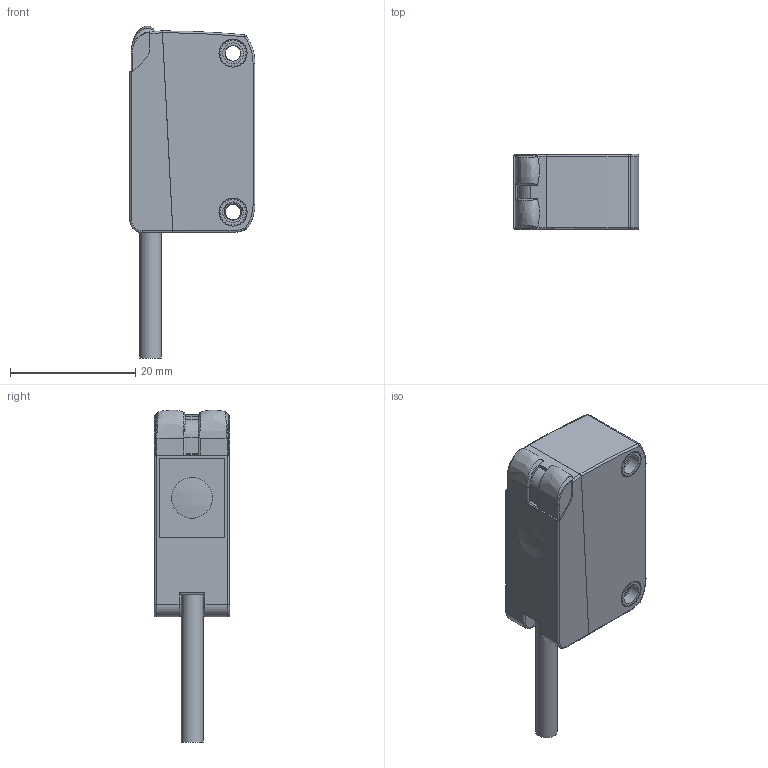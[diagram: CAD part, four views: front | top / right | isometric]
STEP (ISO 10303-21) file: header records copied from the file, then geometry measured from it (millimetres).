
FILE_DESCRIPTION(/* description */ (''),/* implementation_level */ '2;1');
FILE_NAME(/* name */ '3-2.stp',/* time_stamp */ '2025-12-29T17:20:37+08:00',/* author */ (''),/* organization */ (''),/* preprocessor_version */ 'ST-DEVELOPER v16',/* originating_system */ 'SIEMENS PLM Software NX 10.0',/* authorisation */ '');
FILE_SCHEMA (('AUTOMOTIVE_DESIGN { 1 0 10303 214 3 1 1 1 }'));
Length unit declared in the file: millimetre
Products named in the file (1): _model23
Bounding box: 20.13 x 12 x 53.06 mm (x, y, z)
Volume: 7523 mm3; surface area: 5568.9 mm2
Topology: 7 solids, 7 shells, 362 faces, 990 edges, 651 vertices
Faces by surface type: cylinder 246, plane 75, bspline 23, torus 16, sphere 2
Full cylindrical faces by diameter (mm): 3.3 x4, 3.5 x2, 3.55 x1, 7 x1
Entity records: 23634 total; most frequent: CARTESIAN_POINT 14246, DIRECTION 2034, ORIENTED_EDGE 1956, EDGE_CURVE 978, AXIS2_PLACEMENT_3D 834, VERTEX_POINT 648, CIRCLE 493, EDGE_LOOP 388
